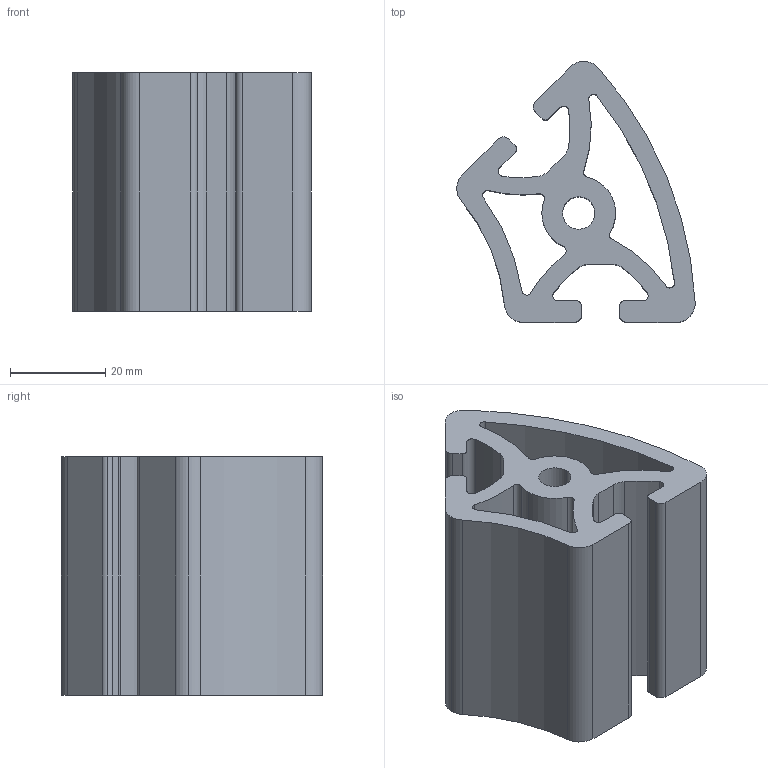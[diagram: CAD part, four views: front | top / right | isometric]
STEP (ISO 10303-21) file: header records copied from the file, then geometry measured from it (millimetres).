
FILE_DESCRIPTION (( 'STEP AP214' ), '1' );
FILE_NAME ('BASE08E0245-Profilé 8 R40_80-45°.step', '2023-03-24T09:44:32', ( 'Altae' ), ( '' ), 'SwSTEP 2.0', 'SolidWorks 2021', '' );
FILE_SCHEMA (( 'AUTOMOTIVE_DESIGN' ));
Length unit declared in the file: millimetre
Products named in the file (1): BASE08E0245-Profilé 8 R40_80-45°
Bounding box: 50.08 x 54.84 x 50 mm (x, y, z)
Volume: 51510.5 mm3; surface area: 23288.3 mm2
Topology: 1 solids, 1 shells, 69 faces, 201 edges, 134 vertices
Faces by surface type: cylinder 53, plane 16
Entity records: 2387 total; most frequent: DIRECTION 447, CARTESIAN_POINT 405, ORIENTED_EDGE 402, EDGE_CURVE 201, AXIS2_PLACEMENT_3D 176, VERTEX_POINT 134, CIRCLE 106, LINE 95
